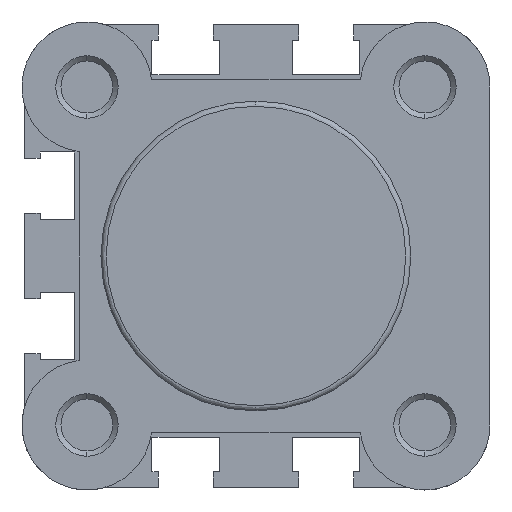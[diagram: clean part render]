
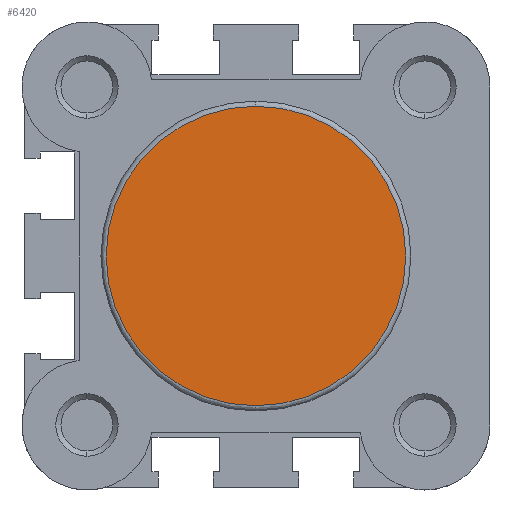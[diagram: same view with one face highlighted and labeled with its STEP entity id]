
A CAD part, left-side view. The second image highlights one B-rep face of the part: STEP entity #6420.
In plain terms, the highlighted planar face has unit normal (-1, 0, 0).
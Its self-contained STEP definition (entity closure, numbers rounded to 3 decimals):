
#46 = DIRECTION ( 'NONE',  ( 0., 0., 1. ) ) ;
#47 = DIRECTION ( 'NONE',  ( -1., 0., 0. ) ) ;
#56 = CARTESIAN_POINT ( 'NONE',  ( 0., 0., 0. ) ) ;
#229 = DIRECTION ( 'NONE',  ( 0., 0., 1. ) ) ;
#230 = DIRECTION ( 'NONE',  ( -1., 0., 0. ) ) ;
#231 = CARTESIAN_POINT ( 'NONE',  ( 0., 0., 0. ) ) ;
#1146 = EDGE_LOOP ( 'NONE', ( #1378, #1383 ) ) ;
#1378 = ORIENTED_EDGE ( 'NONE', *, *, #2660, .T. ) ;
#1383 = ORIENTED_EDGE ( 'NONE', *, *, #2727, .T. ) ;
#1871 = AXIS2_PLACEMENT_3D ( 'NONE', #3838, #3849, #3850 ) ;
#2064 = AXIS2_PLACEMENT_3D ( 'NONE', #56, #47, #46 ) ;
#2101 = AXIS2_PLACEMENT_3D ( 'NONE', #231, #230, #229 ) ;
#2660 = EDGE_CURVE ( 'NONE', #4903, #4921, #4232, .T. ) ;
#2727 = EDGE_CURVE ( 'NONE', #4921, #4903, #4326, .T. ) ;
#3383 = CARTESIAN_POINT ( 'NONE',  ( 0., 0., 14.4 ) ) ;
#3401 = CARTESIAN_POINT ( 'NONE',  ( 0., 0., -14.4 ) ) ;
#3838 = CARTESIAN_POINT ( 'NONE',  ( 0., -14.9, 0. ) ) ;
#3843 = PLANE ( 'NONE',  #1871 ) ;
#3849 = DIRECTION ( 'NONE',  ( -1., 0., 0. ) ) ;
#3850 = DIRECTION ( 'NONE',  ( 0., 0., 1. ) ) ;
#4232 = CIRCLE ( 'NONE', #2101, 14.4 ) ;
#4326 = CIRCLE ( 'NONE', #2064, 14.4 ) ;
#4665 = FACE_OUTER_BOUND ( 'NONE', #1146, .T. ) ;
#4903 = VERTEX_POINT ( 'NONE', #3383 ) ;
#4921 = VERTEX_POINT ( 'NONE', #3401 ) ;
#6420 = ADVANCED_FACE ( 'NONE', ( #4665 ), #3843, .T. ) ;
